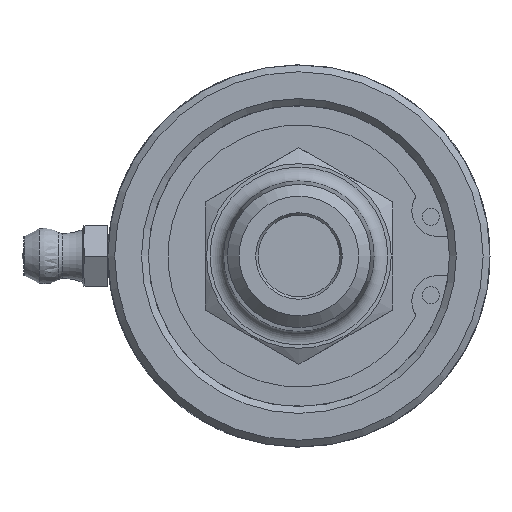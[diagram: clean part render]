
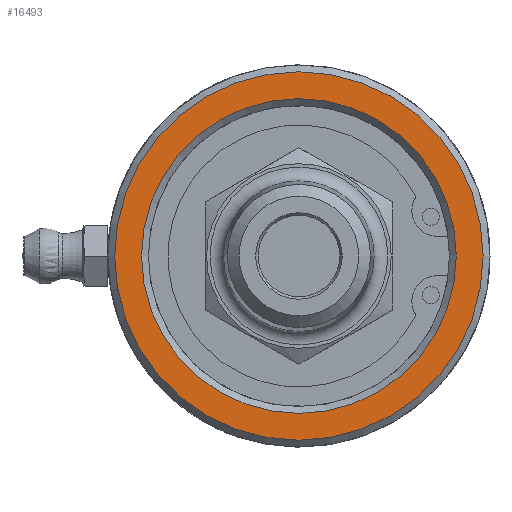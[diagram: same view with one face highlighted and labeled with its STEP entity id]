
A CAD part, left-side view. The second image highlights one B-rep face of the part: STEP entity #16493.
In plain terms, the highlighted planar face has unit normal (-1, 0, 0).
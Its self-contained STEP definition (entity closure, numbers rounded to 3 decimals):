
#568=FACE_BOUND('',#3639,.T.);
#2624=FACE_OUTER_BOUND('',#3638,.T.);
#3638=EDGE_LOOP('',(#15121));
#3639=EDGE_LOOP('',(#15122));
#4243=CIRCLE('',#17654,21.45);
#4244=CIRCLE('',#17656,18.325);
#7918=VERTEX_POINT('',#77214);
#7919=VERTEX_POINT('',#77218);
#10335=EDGE_CURVE('',#7918,#7918,#4243,.T.);
#10336=EDGE_CURVE('',#7919,#7919,#4244,.T.);
#15121=ORIENTED_EDGE('',*,*,#10335,.F.);
#15122=ORIENTED_EDGE('',*,*,#10336,.F.);
#15579=PLANE('',#17655);
#16493=ADVANCED_FACE('',(#2624,#568),#15579,.T.);
#17654=AXIS2_PLACEMENT_3D('',#77216,#20951,#20952);
#17655=AXIS2_PLACEMENT_3D('',#77217,#20953,#20954);
#17656=AXIS2_PLACEMENT_3D('',#77219,#20955,#20956);
#20951=DIRECTION('center_axis',(1.,0.,0.));
#20952=DIRECTION('ref_axis',(0.,-1.,0.));
#20953=DIRECTION('center_axis',(-1.,0.,0.));
#20954=DIRECTION('ref_axis',(0.,0.,1.));
#20955=DIRECTION('center_axis',(-1.,0.,0.));
#20956=DIRECTION('ref_axis',(0.,-1.,0.));
#77214=CARTESIAN_POINT('',(0.,21.45,0.));
#77216=CARTESIAN_POINT('Origin',(0.,0.,0.));
#77217=CARTESIAN_POINT('Origin',(0.,19.888,0.));
#77218=CARTESIAN_POINT('',(0.,18.325,0.));
#77219=CARTESIAN_POINT('Origin',(0.,0.,0.));
